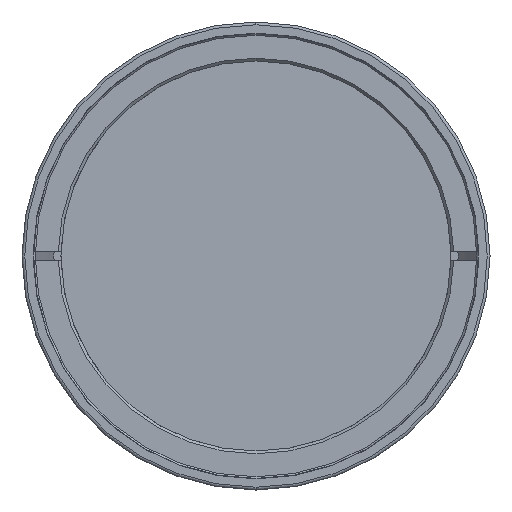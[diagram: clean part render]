
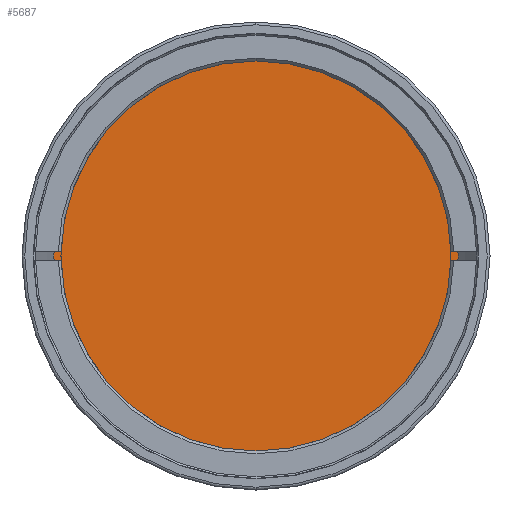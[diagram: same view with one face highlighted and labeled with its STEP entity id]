
A CAD part, left-side view. The second image highlights one B-rep face of the part: STEP entity #5687.
In plain terms, the highlighted planar face has unit normal (-1, 0, 0).
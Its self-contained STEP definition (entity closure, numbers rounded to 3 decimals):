
#67 = VERTEX_POINT ( 'NONE', #19106 ) ;
#355 = CARTESIAN_POINT ( 'NONE',  ( 0., 0., 0. ) ) ;
#993 = VECTOR ( 'NONE', #18707, 1000. ) ;
#1640 = CARTESIAN_POINT ( 'NONE',  ( 0., -35., 0. ) ) ;
#3986 = CIRCLE ( 'NONE', #6552, 36.3 ) ;
#5687 = ADVANCED_FACE ( 'NONE', ( #21295, #9371 ), #15337, .T. ) ;
#6552 = AXIS2_PLACEMENT_3D ( 'NONE', #355, #11936, #12514 ) ;
#8010 = CARTESIAN_POINT ( 'NONE',  ( 0., -35., 0. ) ) ;
#8147 = VERTEX_POINT ( 'NONE', #28068 ) ;
#8434 = DIRECTION ( 'NONE',  ( 0., 0., 1. ) ) ;
#9178 = DIRECTION ( 'NONE',  ( 0., 0., 1. ) ) ;
#9371 = FACE_BOUND ( 'NONE', #23197, .T. ) ;
#9761 = CARTESIAN_POINT ( 'NONE',  ( 0., 35., 0. ) ) ;
#9768 = CARTESIAN_POINT ( 'NONE',  ( 0., -35., 0. ) ) ;
#10510 = AXIS2_PLACEMENT_3D ( 'NONE', #35805, #36207, #38987 ) ;
#11936 = DIRECTION ( 'NONE',  ( 1., 0., 0. ) ) ;
#12514 = DIRECTION ( 'NONE',  ( 0., 0., -1. ) ) ;
#13045 = EDGE_CURVE ( 'NONE', #33914, #8147, #3986, .T. ) ;
#13441 = ORIENTED_EDGE ( 'NONE', *, *, #24749, .T. ) ;
#13607 = DIRECTION ( 'NONE',  ( 0., 0., 1. ) ) ;
#15337 = PLANE ( 'NONE',  #17472 ) ;
#17160 = CARTESIAN_POINT ( 'NONE',  ( 0., 35., 0. ) ) ;
#17472 = AXIS2_PLACEMENT_3D ( 'NONE', #18136, #30212, #9178 ) ;
#17978 = ORIENTED_EDGE ( 'NONE', *, *, #24015, .T. ) ;
#18136 = CARTESIAN_POINT ( 'NONE',  ( 0., 36.3, 0. ) ) ;
#18195 = VECTOR ( 'NONE', #23293, 1000. ) ;
#18226 = ORIENTED_EDGE ( 'NONE', *, *, #24259, .F. ) ;
#18293 = EDGE_CURVE ( 'NONE', #8147, #33914, #33948, .T. ) ;
#18707 = DIRECTION ( 'NONE',  ( 0., -1., 0. ) ) ;
#19106 = CARTESIAN_POINT ( 'NONE',  ( 0., 35., 0. ) ) ;
#19222 = EDGE_CURVE ( 'NONE', #38031, #25139, #28869, .T. ) ;
#19552 = EDGE_LOOP ( 'NONE', ( #36477, #32381 ) ) ;
#20085 = VECTOR ( 'NONE', #13607, 1000. ) ;
#20859 = VERTEX_POINT ( 'NONE', #33862 ) ;
#20947 = CARTESIAN_POINT ( 'NONE',  ( 0., 35., 0. ) ) ;
#21295 = FACE_OUTER_BOUND ( 'NONE', #19552, .T. ) ;
#23197 = EDGE_LOOP ( 'NONE', ( #26246, #18226, #17978, #13441 ) ) ;
#23293 = DIRECTION ( 'NONE',  ( 0., -1., 0. ) ) ;
#24015 = EDGE_CURVE ( 'NONE', #67, #20859, #27088, .T. ) ;
#24259 = EDGE_CURVE ( 'NONE', #67, #38031, #33777, .T. ) ;
#24749 = EDGE_CURVE ( 'NONE', #20859, #25139, #38584, .T. ) ;
#25139 = VERTEX_POINT ( 'NONE', #9768 ) ;
#26246 = ORIENTED_EDGE ( 'NONE', *, *, #19222, .F. ) ;
#27088 = LINE ( 'NONE', #20947, #32049 ) ;
#28068 = CARTESIAN_POINT ( 'NONE',  ( 0., 0., 36.3 ) ) ;
#28869 = LINE ( 'NONE', #1640, #20085 ) ;
#29005 = CARTESIAN_POINT ( 'NONE',  ( 0., 0., -36.3 ) ) ;
#30212 = DIRECTION ( 'NONE',  ( -1., 0., 0. ) ) ;
#32049 = VECTOR ( 'NONE', #8434, 1000. ) ;
#32381 = ORIENTED_EDGE ( 'NONE', *, *, #18293, .F. ) ;
#33777 = LINE ( 'NONE', #9761, #993 ) ;
#33862 = CARTESIAN_POINT ( 'NONE',  ( 0., 35., 0. ) ) ;
#33914 = VERTEX_POINT ( 'NONE', #29005 ) ;
#33948 = CIRCLE ( 'NONE', #10510, 36.3 ) ;
#35805 = CARTESIAN_POINT ( 'NONE',  ( 0., 0., 0. ) ) ;
#36207 = DIRECTION ( 'NONE',  ( 1., 0., 0. ) ) ;
#36477 = ORIENTED_EDGE ( 'NONE', *, *, #13045, .F. ) ;
#38031 = VERTEX_POINT ( 'NONE', #8010 ) ;
#38584 = LINE ( 'NONE', #17160, #18195 ) ;
#38987 = DIRECTION ( 'NONE',  ( 0., 0., -1. ) ) ;
